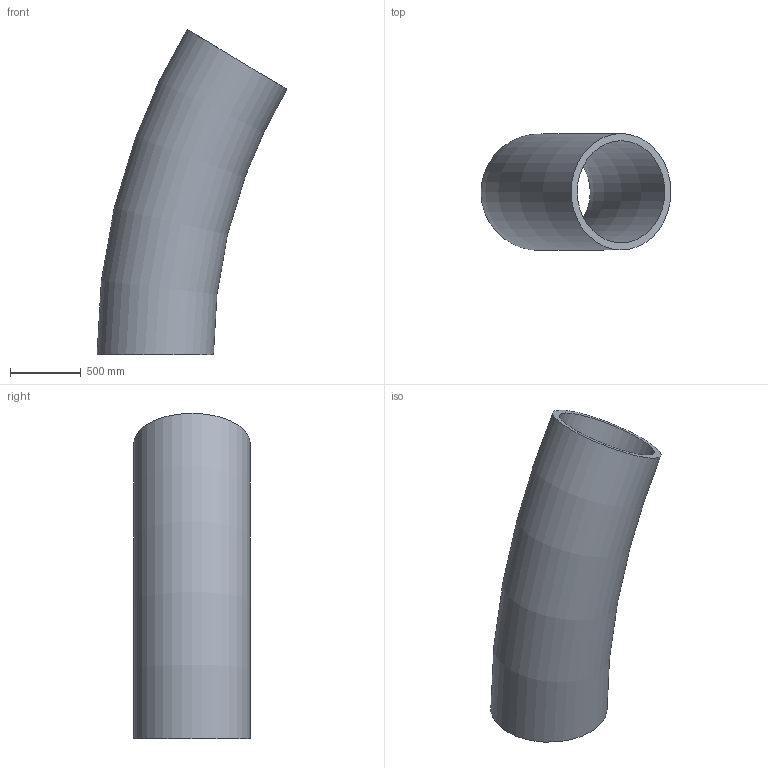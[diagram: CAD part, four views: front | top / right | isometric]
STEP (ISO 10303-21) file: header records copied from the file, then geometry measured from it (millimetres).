
FILE_DESCRIPTION(/* description */ ('28 1/2" ID x 2" WALL x 31° HCWI ELBOW - MALE w/ 1 7/32" TANGENT, ASTM A532 CLASS III TYPE A, PF# 470284'),/* implementation_level */ '2;1');
FILE_NAME(/* name */ 'A1-19027-100-04 HCWI elbow - male- cast - 2-21-20.stp',/* time_stamp */ '2020-02-21T11:13:10-07:00',/* author */ ('Graeme_Van_Dongen'),/* organization */ (''),/* preprocessor_version */ 'ST-DEVELOPER v16.5',/* originating_system */ 'Autodesk Inventor 2017',/* authorisation */ '');
FILE_SCHEMA (('AUTOMOTIVE_DESIGN { 1 0 10303 214 3 1 1 }'));
Length unit declared in the file: inch
Products named in the file (1): A1-19027-100-04 HCWI elbow - male - cast
Bounding box: 1347.02 x 825.5 x 2305.7 mm (x, y, z)
Volume: 271856612.9 mm3; surface area: 10950289.5 mm2
Topology: 1 solids, 1 shells, 4 faces, 6 edges, 4 vertices
Faces by surface type: plane 2, torus 2
Entity records: 123 total; most frequent: DIRECTION 18, CARTESIAN_POINT 13, AXIS2_PLACEMENT_3D 9, EDGE_LOOP 8, ORIENTED_EDGE 8, STYLED_ITEM 4, FACE_BOUND 4, FACE_OUTER_BOUND 4
